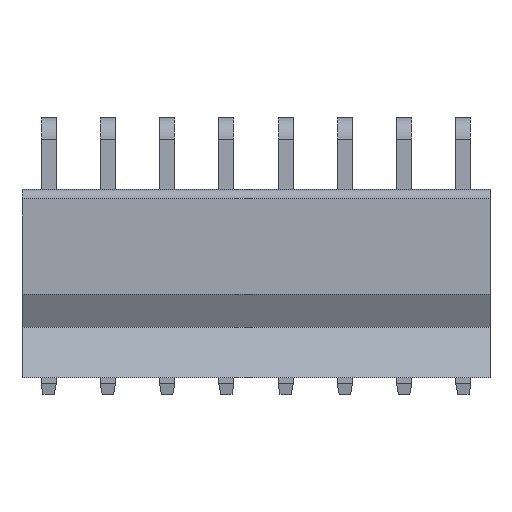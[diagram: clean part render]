
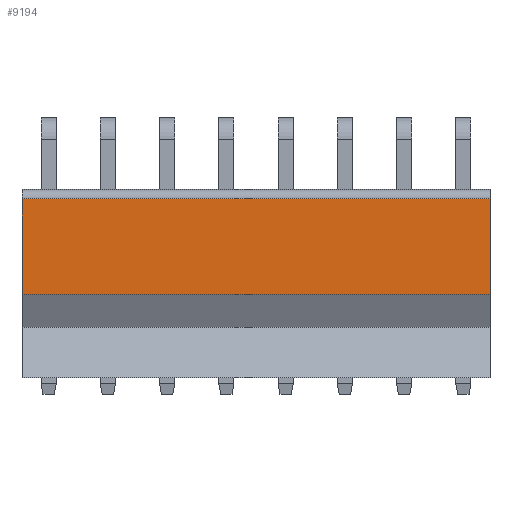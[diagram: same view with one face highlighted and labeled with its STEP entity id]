
A CAD part, top view. The second image highlights one B-rep face of the part: STEP entity #9194.
In plain terms, the highlighted planar face has unit normal (0, 0, 1).
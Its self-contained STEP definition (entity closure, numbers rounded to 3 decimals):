
#816=ORIENTED_EDGE('',*,*,#2535,.T.);
#817=ORIENTED_EDGE('',*,*,#2579,.T.);
#818=ORIENTED_EDGE('',*,*,#2545,.F.);
#819=ORIENTED_EDGE('',*,*,#2578,.F.);
#2535=EDGE_CURVE('',#3453,#3452,#4092,.T.);
#2545=EDGE_CURVE('',#3461,#3462,#4101,.T.);
#2578=EDGE_CURVE('',#3453,#3461,#4132,.T.);
#2579=EDGE_CURVE('',#3452,#3462,#4133,.T.);
#3452=VERTEX_POINT('',#11634);
#3453=VERTEX_POINT('',#11636);
#3461=VERTEX_POINT('',#11655);
#3462=VERTEX_POINT('',#11656);
#4092=LINE('',#11635,#4672);
#4101=LINE('',#11654,#4681);
#4132=LINE('',#11720,#4712);
#4133=LINE('',#11722,#4713);
#4672=VECTOR('',#10192,1000.);
#4681=VECTOR('',#10205,1000.);
#4712=VECTOR('',#10272,1000.);
#4713=VECTOR('',#10275,1000.);
#5171=EDGE_LOOP('',(#816,#817,#818,#819));
#5615=FACE_BOUND('',#5171,.T.);
#6035=PLANE('',#9627);
#9194=ADVANCED_FACE('',(#5615),#6035,.T.);
#9627=AXIS2_PLACEMENT_3D('',#11721,#10273,#10274);
#10192=DIRECTION('',(0.,1.,0.));
#10205=DIRECTION('',(0.,1.,0.));
#10272=DIRECTION('',(-1.,0.,0.));
#10273=DIRECTION('',(0.,0.,1.));
#10274=DIRECTION('',(0.,-1.,0.));
#10275=DIRECTION('',(-1.,0.,0.));
#11634=CARTESIAN_POINT('',(15.638,-6.35,9.474));
#11635=CARTESIAN_POINT('',(15.638,-5.715,9.474));
#11636=CARTESIAN_POINT('',(15.638,-12.725,9.474));
#11654=CARTESIAN_POINT('',(-15.638,-5.715,9.474));
#11655=CARTESIAN_POINT('',(-15.638,-12.725,9.474));
#11656=CARTESIAN_POINT('',(-15.638,-6.35,9.474));
#11720=CARTESIAN_POINT('',(15.638,-12.725,9.474));
#11721=CARTESIAN_POINT('',(15.638,-5.715,9.474));
#11722=CARTESIAN_POINT('',(15.638,-6.35,9.474));
